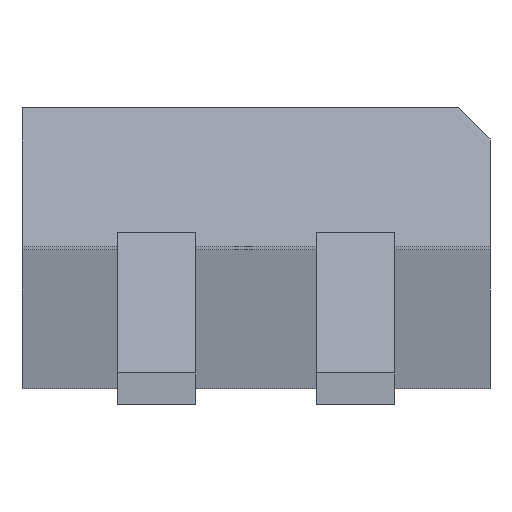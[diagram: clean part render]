
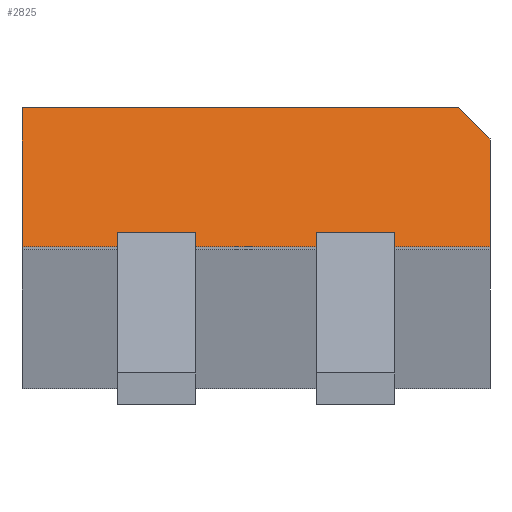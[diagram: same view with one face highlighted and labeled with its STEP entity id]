
A CAD part, left-side view. The second image highlights one B-rep face of the part: STEP entity #2825.
In plain terms, the highlighted planar face has unit normal (-0.976, 0, 0.219).
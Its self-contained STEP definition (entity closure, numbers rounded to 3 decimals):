
#2597 = EDGE_CURVE('',#2598,#2600,#2602,.T.);
#2598 = VERTEX_POINT('',#2599);
#2599 = CARTESIAN_POINT('',(-1.5,-1.5,1.01));
#2600 = VERTEX_POINT('',#2601);
#2601 = CARTESIAN_POINT('',(-1.345,-1.5,1.7));
#2602 = SURFACE_CURVE('',#2603,(#2607,#2619),.PCURVE_S1.);
#2603 = LINE('',#2604,#2605);
#2604 = CARTESIAN_POINT('',(-1.547,-1.5,0.799));
#2605 = VECTOR('',#2606,1.);
#2606 = DIRECTION('',(0.219,0.,0.976)
  );
#2607 = PCURVE('',#2608,#2613);
#2608 = PLANE('',#2609);
#2609 = AXIS2_PLACEMENT_3D('',#2610,#2611,#2612);
#2610 = CARTESIAN_POINT('',(-1.5,-1.5,0.1));
#2611 = DIRECTION('',(0.,1.,0.));
#2612 = DIRECTION('',(1.,0.,0.));
#2613 = DEFINITIONAL_REPRESENTATION('',(#2614),#2618);
#2614 = LINE('',#2615,#2616);
#2615 = CARTESIAN_POINT('',(-0.047,-0.699));
#2616 = VECTOR('',#2617,1.);
#2617 = DIRECTION('',(0.219,-0.976));
#2618 = ( GEOMETRIC_REPRESENTATION_CONTEXT(2) 
PARAMETRIC_REPRESENTATION_CONTEXT() REPRESENTATION_CONTEXT('2D SPACE',''
  ) );
#2619 = PCURVE('',#2620,#2625);
#2620 = PLANE('',#2621);
#2621 = AXIS2_PLACEMENT_3D('',#2622,#2623,#2624);
#2622 = CARTESIAN_POINT('',(-1.4,1.5,1.455));
#2623 = DIRECTION('',(0.976,0.,-0.219)
  );
#2624 = DIRECTION('',(0.,1.,0.));
#2625 = DEFINITIONAL_REPRESENTATION('',(#2626),#2630);
#2626 = LINE('',#2627,#2628);
#2627 = CARTESIAN_POINT('',(-3.,-0.672));
#2628 = VECTOR('',#2629,1.);
#2629 = DIRECTION('',(0.,1.));
#2630 = ( GEOMETRIC_REPRESENTATION_CONTEXT(2) 
PARAMETRIC_REPRESENTATION_CONTEXT() REPRESENTATION_CONTEXT('2D SPACE',''
  ) );
#2648 = PLANE('',#2649);
#2649 = AXIS2_PLACEMENT_3D('',#2650,#2651,#2652);
#2650 = CARTESIAN_POINT('',(-1.3,-1.4,1.8));
#2651 = DIRECTION('',(0.,0.707,-0.707
    ));
#2652 = DIRECTION('',(-1.,0.,0.));
#2814 = PLANE('',#2815);
#2815 = AXIS2_PLACEMENT_3D('',#2816,#2817,#2818);
#2816 = CARTESIAN_POINT('',(-1.5,1.5,0.1));
#2817 = DIRECTION('',(1.,0.,0.));
#2818 = DIRECTION('',(0.,-1.,0.));
#2825 = ADVANCED_FACE('',(#2826),#2620,.F.);
#2826 = FACE_BOUND('',#2827,.T.);
#2827 = EDGE_LOOP('',(#2828,#2858,#2886,#2907,#2908));
#2828 = ORIENTED_EDGE('',*,*,#2829,.F.);
#2829 = EDGE_CURVE('',#2830,#2832,#2834,.T.);
#2830 = VERTEX_POINT('',#2831);
#2831 = CARTESIAN_POINT('',(-1.3,1.5,1.9));
#2832 = VERTEX_POINT('',#2833);
#2833 = CARTESIAN_POINT('',(-1.3,-1.3,1.9));
#2834 = SURFACE_CURVE('',#2835,(#2839,#2846),.PCURVE_S1.);
#2835 = LINE('',#2836,#2837);
#2836 = CARTESIAN_POINT('',(-1.3,1.5,1.9));
#2837 = VECTOR('',#2838,1.);
#2838 = DIRECTION('',(0.,-1.,0.));
#2839 = PCURVE('',#2620,#2840);
#2840 = DEFINITIONAL_REPRESENTATION('',(#2841),#2845);
#2841 = LINE('',#2842,#2843);
#2842 = CARTESIAN_POINT('',(-0.,0.456));
#2843 = VECTOR('',#2844,1.);
#2844 = DIRECTION('',(-1.,0.));
#2845 = ( GEOMETRIC_REPRESENTATION_CONTEXT(2) 
PARAMETRIC_REPRESENTATION_CONTEXT() REPRESENTATION_CONTEXT('2D SPACE',''
  ) );
#2846 = PCURVE('',#2847,#2852);
#2847 = PLANE('',#2848);
#2848 = AXIS2_PLACEMENT_3D('',#2849,#2850,#2851);
#2849 = CARTESIAN_POINT('',(0.,0.,1.9));
#2850 = DIRECTION('',(0.,0.,1.));
#2851 = DIRECTION('',(1.,0.,0.));
#2852 = DEFINITIONAL_REPRESENTATION('',(#2853),#2857);
#2853 = LINE('',#2854,#2855);
#2854 = CARTESIAN_POINT('',(-1.3,1.5));
#2855 = VECTOR('',#2856,1.);
#2856 = DIRECTION('',(0.,-1.));
#2857 = ( GEOMETRIC_REPRESENTATION_CONTEXT(2) 
PARAMETRIC_REPRESENTATION_CONTEXT() REPRESENTATION_CONTEXT('2D SPACE',''
  ) );
#2858 = ORIENTED_EDGE('',*,*,#2859,.F.);
#2859 = EDGE_CURVE('',#2860,#2830,#2862,.T.);
#2860 = VERTEX_POINT('',#2861);
#2861 = CARTESIAN_POINT('',(-1.5,1.5,1.01));
#2862 = SURFACE_CURVE('',#2863,(#2867,#2874),.PCURVE_S1.);
#2863 = LINE('',#2864,#2865);
#2864 = CARTESIAN_POINT('',(-1.475,1.5,1.12));
#2865 = VECTOR('',#2866,1.);
#2866 = DIRECTION('',(0.219,0.,0.976)
  );
#2867 = PCURVE('',#2620,#2868);
#2868 = DEFINITIONAL_REPRESENTATION('',(#2869),#2873);
#2869 = LINE('',#2870,#2871);
#2870 = CARTESIAN_POINT('',(0.,-0.343));
#2871 = VECTOR('',#2872,1.);
#2872 = DIRECTION('',(0.,1.));
#2873 = ( GEOMETRIC_REPRESENTATION_CONTEXT(2) 
PARAMETRIC_REPRESENTATION_CONTEXT() REPRESENTATION_CONTEXT('2D SPACE',''
  ) );
#2874 = PCURVE('',#2875,#2880);
#2875 = PLANE('',#2876);
#2876 = AXIS2_PLACEMENT_3D('',#2877,#2878,#2879);
#2877 = CARTESIAN_POINT('',(1.5,1.5,0.1));
#2878 = DIRECTION('',(0.,-1.,0.));
#2879 = DIRECTION('',(-1.,0.,0.));
#2880 = DEFINITIONAL_REPRESENTATION('',(#2881),#2885);
#2881 = LINE('',#2882,#2883);
#2882 = CARTESIAN_POINT('',(2.975,-1.02));
#2883 = VECTOR('',#2884,1.);
#2884 = DIRECTION('',(-0.219,-0.976));
#2885 = ( GEOMETRIC_REPRESENTATION_CONTEXT(2) 
PARAMETRIC_REPRESENTATION_CONTEXT() REPRESENTATION_CONTEXT('2D SPACE',''
  ) );
#2886 = ORIENTED_EDGE('',*,*,#2887,.T.);
#2887 = EDGE_CURVE('',#2860,#2598,#2888,.T.);
#2888 = SURFACE_CURVE('',#2889,(#2893,#2900),.PCURVE_S1.);
#2889 = LINE('',#2890,#2891);
#2890 = CARTESIAN_POINT('',(-1.5,1.5,1.01));
#2891 = VECTOR('',#2892,1.);
#2892 = DIRECTION('',(0.,-1.,0.));
#2893 = PCURVE('',#2620,#2894);
#2894 = DEFINITIONAL_REPRESENTATION('',(#2895),#2899);
#2895 = LINE('',#2896,#2897);
#2896 = CARTESIAN_POINT('',(-0.,-0.456));
#2897 = VECTOR('',#2898,1.);
#2898 = DIRECTION('',(-1.,0.));
#2899 = ( GEOMETRIC_REPRESENTATION_CONTEXT(2) 
PARAMETRIC_REPRESENTATION_CONTEXT() REPRESENTATION_CONTEXT('2D SPACE',''
  ) );
#2900 = PCURVE('',#2814,#2901);
#2901 = DEFINITIONAL_REPRESENTATION('',(#2902),#2906);
#2902 = LINE('',#2903,#2904);
#2903 = CARTESIAN_POINT('',(0.,-0.91));
#2904 = VECTOR('',#2905,1.);
#2905 = DIRECTION('',(1.,0.));
#2906 = ( GEOMETRIC_REPRESENTATION_CONTEXT(2) 
PARAMETRIC_REPRESENTATION_CONTEXT() REPRESENTATION_CONTEXT('2D SPACE',''
  ) );
#2907 = ORIENTED_EDGE('',*,*,#2597,.T.);
#2908 = ORIENTED_EDGE('',*,*,#2909,.T.);
#2909 = EDGE_CURVE('',#2600,#2832,#2910,.T.);
#2910 = SURFACE_CURVE('',#2911,(#2915,#2922),.PCURVE_S1.);
#2911 = LINE('',#2912,#2913);
#2912 = CARTESIAN_POINT('',(-1.183,-0.78,
    2.42));
#2913 = VECTOR('',#2914,1.);
#2914 = DIRECTION('',(0.157,0.698,0.698));
#2915 = PCURVE('',#2620,#2916);
#2916 = DEFINITIONAL_REPRESENTATION('',(#2917),#2921);
#2917 = LINE('',#2918,#2919);
#2918 = CARTESIAN_POINT('',(-2.28,0.989));
#2919 = VECTOR('',#2920,1.);
#2920 = DIRECTION('',(0.698,0.716));
#2921 = ( GEOMETRIC_REPRESENTATION_CONTEXT(2) 
PARAMETRIC_REPRESENTATION_CONTEXT() REPRESENTATION_CONTEXT('2D SPACE',''
  ) );
#2922 = PCURVE('',#2648,#2923);
#2923 = DEFINITIONAL_REPRESENTATION('',(#2924),#2928);
#2924 = LINE('',#2925,#2926);
#2925 = CARTESIAN_POINT('',(-0.117,0.877));
#2926 = VECTOR('',#2927,1.);
#2927 = DIRECTION('',(-0.157,0.988));
#2928 = ( GEOMETRIC_REPRESENTATION_CONTEXT(2) 
PARAMETRIC_REPRESENTATION_CONTEXT() REPRESENTATION_CONTEXT('2D SPACE',''
  ) );
